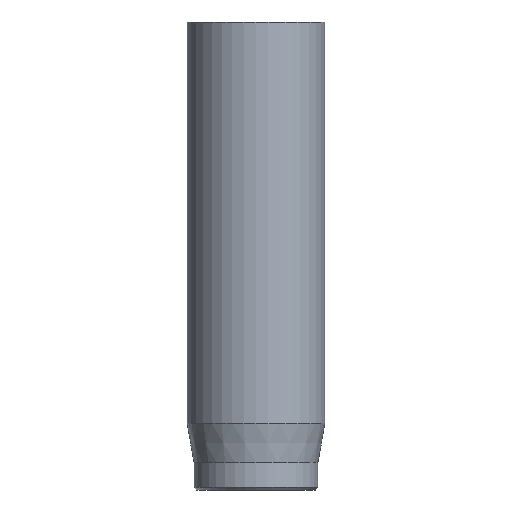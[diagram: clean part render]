
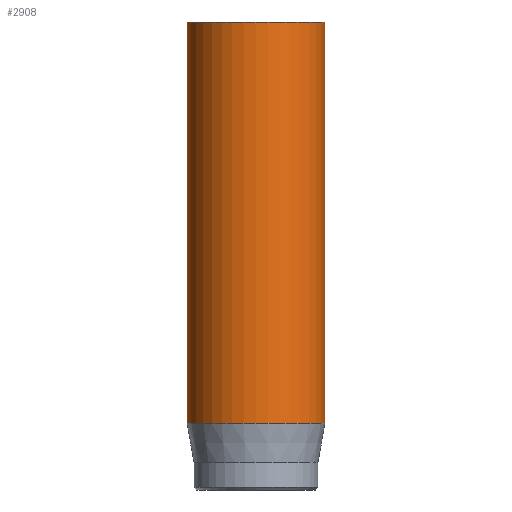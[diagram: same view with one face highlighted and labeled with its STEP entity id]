
A CAD part, front view. The second image highlights one B-rep face of the part: STEP entity #2908.
In plain terms, the highlighted cylindrical face has radius 2.5 mm (diameter 5 mm), a full revolution.
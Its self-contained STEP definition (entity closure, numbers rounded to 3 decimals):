
#32=CYLINDRICAL_SURFACE('',#3055,2.5);
#47=CIRCLE('',#3023,2.5);
#63=CIRCLE('',#3053,2.5);
#64=CIRCLE('',#3054,2.5);
#283=FACE_OUTER_BOUND('',#460,.T.);
#460=EDGE_LOOP('',(#2556,#2557,#2558,#2559,#2560));
#649=LINE('',#5614,#846);
#846=VECTOR('',#3389,2.5);
#1315=VERTEX_POINT('',#5554);
#1331=VERTEX_POINT('',#5608);
#1332=VERTEX_POINT('',#5609);
#1722=EDGE_CURVE('',#1315,#1315,#47,.T.);
#1746=EDGE_CURVE('',#1331,#1332,#63,.T.);
#1747=EDGE_CURVE('',#1332,#1331,#64,.T.);
#1749=EDGE_CURVE('',#1315,#1331,#649,.T.);
#2556=ORIENTED_EDGE('',*,*,#1722,.T.);
#2557=ORIENTED_EDGE('',*,*,#1749,.T.);
#2558=ORIENTED_EDGE('',*,*,#1746,.T.);
#2559=ORIENTED_EDGE('',*,*,#1747,.T.);
#2560=ORIENTED_EDGE('',*,*,#1749,.F.);
#2908=ADVANCED_FACE('',(#283),#32,.T.);
#3023=AXIS2_PLACEMENT_3D('',#5555,#3314,#3315);
#3053=AXIS2_PLACEMENT_3D('',#5610,#3382,#3383);
#3054=AXIS2_PLACEMENT_3D('',#5611,#3384,#3385);
#3055=AXIS2_PLACEMENT_3D('',#5613,#3387,#3388);
#3314=DIRECTION('center_axis',(0.,0.,-1.));
#3315=DIRECTION('ref_axis',(-1.,0.,0.));
#3382=DIRECTION('center_axis',(0.,0.,1.));
#3383=DIRECTION('ref_axis',(-1.,0.,0.));
#3384=DIRECTION('center_axis',(0.,0.,1.));
#3385=DIRECTION('ref_axis',(-1.,0.,0.));
#3387=DIRECTION('center_axis',(0.,0.,1.));
#3388=DIRECTION('ref_axis',(-1.,0.,0.));
#3389=DIRECTION('',(0.,0.,-1.));
#5554=CARTESIAN_POINT('',(2.5,0.,17.));
#5555=CARTESIAN_POINT('Origin',(0.,0.,17.));
#5608=CARTESIAN_POINT('',(2.5,0.,2.418));
#5609=CARTESIAN_POINT('',(-2.5,0.,2.418));
#5610=CARTESIAN_POINT('Origin',(0.,0.,2.418));
#5611=CARTESIAN_POINT('Origin',(0.,0.,2.418));
#5613=CARTESIAN_POINT('Origin',(0.,0.,0.));
#5614=CARTESIAN_POINT('',(2.5,0.,0.));
